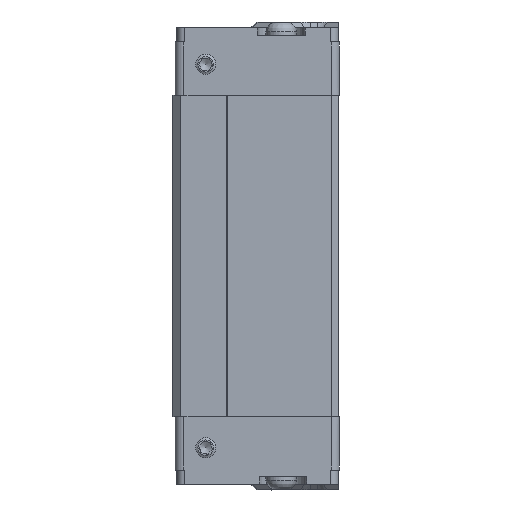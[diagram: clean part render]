
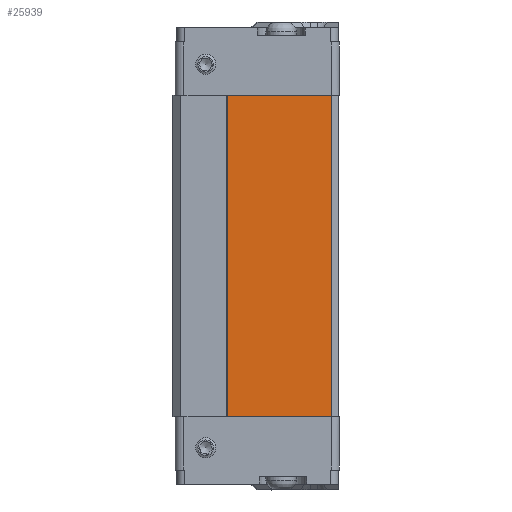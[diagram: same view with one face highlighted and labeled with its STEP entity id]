
A CAD part, left-side view. The second image highlights one B-rep face of the part: STEP entity #25939.
In plain terms, the highlighted planar face has unit normal (-1, 0, 0).
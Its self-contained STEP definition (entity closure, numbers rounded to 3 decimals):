
#1018=FACE_OUTER_BOUND('',#2486,.T.);
#2486=EDGE_LOOP('',(#16665,#16666,#16667,#16668));
#4879=LINE('',#37067,#7501);
#4952=LINE('',#37348,#7574);
#5051=LINE('',#37658,#7673);
#5052=LINE('',#37659,#7674);
#7501=VECTOR('',#29867,13.);
#7574=VECTOR('',#30078,13.);
#7673=VECTOR('',#30341,40.2);
#7674=VECTOR('',#30342,40.2);
#10149=VERTEX_POINT('',#37064);
#10150=VERTEX_POINT('',#37066);
#10288=VERTEX_POINT('',#37345);
#10289=VERTEX_POINT('',#37347);
#12569=EDGE_CURVE('',#10149,#10150,#4879,.T.);
#12708=EDGE_CURVE('',#10289,#10288,#4952,.T.);
#12863=EDGE_CURVE('',#10150,#10288,#5051,.T.);
#12864=EDGE_CURVE('',#10289,#10149,#5052,.T.);
#16665=ORIENTED_EDGE('',*,*,#12708,.T.);
#16666=ORIENTED_EDGE('',*,*,#12863,.F.);
#16667=ORIENTED_EDGE('',*,*,#12569,.F.);
#16668=ORIENTED_EDGE('',*,*,#12864,.F.);
#23500=PLANE('',#27588);
#25939=ADVANCED_FACE('',(#1018),#23500,.F.);
#27588=AXIS2_PLACEMENT_3D('',#37657,#30339,#30340);
#29867=DIRECTION('',(0.,-1.,0.));
#30078=DIRECTION('',(0.,-1.,0.));
#30339=DIRECTION('center_axis',(1.,0.,0.));
#30340=DIRECTION('ref_axis',(0.,0.,-1.));
#30341=DIRECTION('',(0.,0.,-1.));
#30342=DIRECTION('',(0.,0.,1.));
#37064=CARTESIAN_POINT('',(-16.85,6.6,20.1));
#37066=CARTESIAN_POINT('',(-16.85,-6.4,20.1));
#37067=CARTESIAN_POINT('',(-16.85,0.,20.1));
#37345=CARTESIAN_POINT('',(-16.85,-6.4,-20.1));
#37347=CARTESIAN_POINT('',(-16.85,6.6,-20.1));
#37348=CARTESIAN_POINT('',(-16.85,0.,-20.1));
#37657=CARTESIAN_POINT('Origin',(-16.85,-7.25,20.1));
#37658=CARTESIAN_POINT('',(-16.85,-6.4,20.1));
#37659=CARTESIAN_POINT('',(-16.85,6.6,20.1));
